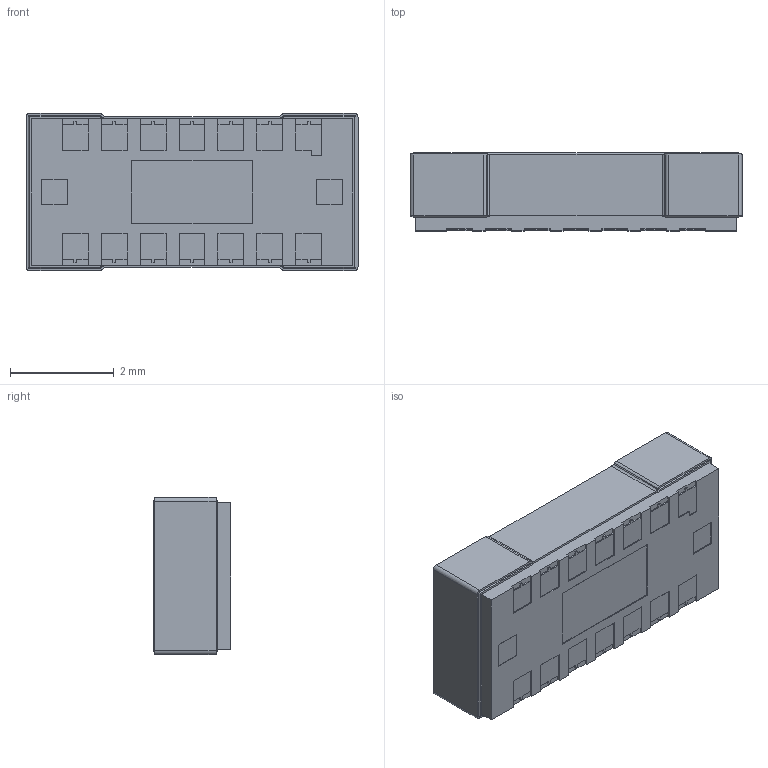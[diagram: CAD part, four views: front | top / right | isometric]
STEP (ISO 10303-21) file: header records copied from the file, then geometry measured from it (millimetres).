
FILE_DESCRIPTION (( 'STEP AP214' ), '1' );
FILE_NAME ('VL53L5CXV0GC-1_OPTICAL LGA 6.40X3.03 16 PINS.STEP', '2023-03-02T15:22:35', ( '' ), ( '' ), 'SwSTEP 2.0', 'SolidWorks 2022', '' );
FILE_SCHEMA (( 'AUTOMOTIVE_DESIGN' ));
Length unit declared in the file: millimetre
Products named in the file (1): VL53L5CXV0GC-1_OPTICAL LGA 6.40X3.03 16 PINS
Bounding box: 6.4 x 1.5 x 3.03 mm (x, y, z)
Volume: 27.4 mm3; surface area: 68.7 mm2
Topology: 1 solids, 1 shells, 324 faces, 934 edges, 624 vertices
Faces by surface type: plane 254, cylinder 42, cone 26, bspline 2
Entity records: 12580 total; most frequent: CARTESIAN_POINT 2175, ORIENTED_EDGE 1868, DIRECTION 1680, EDGE_CURVE 934, VECTOR 786, LINE 786, VERTEX_POINT 624, AXIS2_PLACEMENT_3D 447
